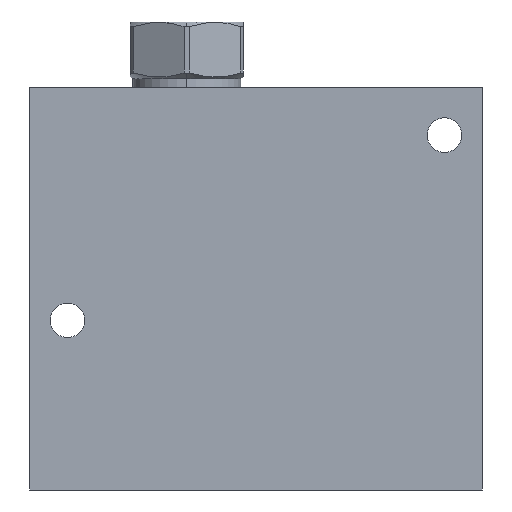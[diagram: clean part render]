
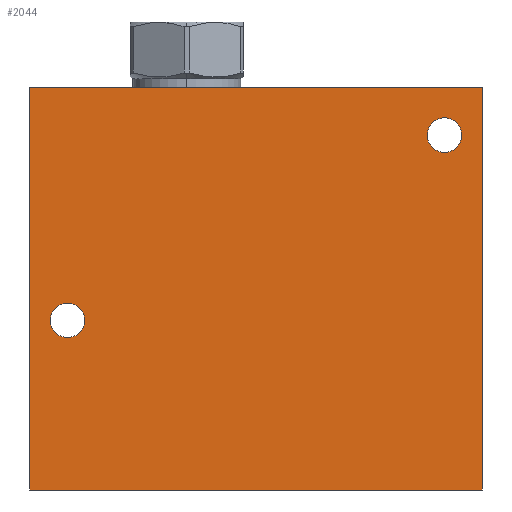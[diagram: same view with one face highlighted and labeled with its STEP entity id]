
A CAD part, front view. The second image highlights one B-rep face of the part: STEP entity #2044.
In plain terms, the highlighted planar face has unit normal (0, -1, 0).
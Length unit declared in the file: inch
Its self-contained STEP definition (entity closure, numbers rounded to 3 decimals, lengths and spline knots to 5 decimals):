
#5=DIRECTION('',(1.,0.,0.));
#6=VECTOR('',#5,4.5);
#7=CARTESIAN_POINT('',(0.,-2.,0.));
#8=LINE('',#7,#6);
#65=DIRECTION('',(0.,0.,1.));
#66=VECTOR('',#65,4.);
#67=CARTESIAN_POINT('',(4.5,-2.,0.));
#68=LINE('',#67,#66);
#99=DIRECTION('',(0.,0.,1.));
#100=VECTOR('',#99,4.);
#101=CARTESIAN_POINT('',(0.,-2.,0.));
#102=LINE('',#101,#100);
#103=CARTESIAN_POINT('',(0.375,-2.,1.688));
#104=DIRECTION('',(0.,-1.,0.));
#105=DIRECTION('',(-1.,0.,0.));
#106=AXIS2_PLACEMENT_3D('',#103,#104,#105);
#108=CARTESIAN_POINT('',(0.375,-2.,1.688));
#109=DIRECTION('',(0.,-1.,0.));
#110=DIRECTION('',(1.,0.,0.));
#111=AXIS2_PLACEMENT_3D('',#108,#109,#110);
#113=CARTESIAN_POINT('',(4.125,-2.,3.531));
#114=DIRECTION('',(0.,-1.,0.));
#115=DIRECTION('',(-1.,0.,0.));
#116=AXIS2_PLACEMENT_3D('',#113,#114,#115);
#118=CARTESIAN_POINT('',(4.125,-2.,3.531));
#119=DIRECTION('',(0.,-1.,0.));
#120=DIRECTION('',(1.,0.,0.));
#121=AXIS2_PLACEMENT_3D('',#118,#119,#120);
#135=DIRECTION('',(1.,0.,0.));
#136=VECTOR('',#135,4.5);
#137=CARTESIAN_POINT('',(0.,-2.,4.));
#138=LINE('',#137,#136);
#1630=CARTESIAN_POINT('',(0.,-2.,0.));
#1632=VERTEX_POINT('',#1630);
#1633=CARTESIAN_POINT('',(4.5,-2.,0.));
#1634=VERTEX_POINT('',#1633);
#1638=CARTESIAN_POINT('',(0.,-2.,4.));
#1640=VERTEX_POINT('',#1638);
#1641=CARTESIAN_POINT('',(4.5,-2.,4.));
#1642=VERTEX_POINT('',#1641);
#1705=CARTESIAN_POINT('',(0.203,-2.,1.688));
#1706=CARTESIAN_POINT('',(0.547,-2.,1.688));
#1707=VERTEX_POINT('',#1705);
#1708=VERTEX_POINT('',#1706);
#1713=CARTESIAN_POINT('',(3.953,-2.,3.531));
#1714=CARTESIAN_POINT('',(4.297,-2.,3.531));
#1715=VERTEX_POINT('',#1713);
#1716=VERTEX_POINT('',#1714);
#2020=CARTESIAN_POINT('',(0.,-2.,0.));
#2021=DIRECTION('',(0.,-1.,0.));
#2022=DIRECTION('',(1.,0.,0.));
#2023=AXIS2_PLACEMENT_3D('',#2020,#2021,#2022);
#2024=PLANE('',#2023);
#2025=ORIENTED_EDGE('',*,*,#1926,.F.);
#2026=ORIENTED_EDGE('',*,*,#1945,.T.);
#2028=ORIENTED_EDGE('',*,*,#2027,.T.);
#2029=ORIENTED_EDGE('',*,*,#1994,.F.);
#2030=EDGE_LOOP('',(#2025,#2026,#2028,#2029));
#2031=FACE_OUTER_BOUND('',#2030,.F.);
#2033=ORIENTED_EDGE('',*,*,#2032,.T.);
#2035=ORIENTED_EDGE('',*,*,#2034,.T.);
#2036=EDGE_LOOP('',(#2033,#2035));
#2037=FACE_BOUND('',#2036,.F.);
#2039=ORIENTED_EDGE('',*,*,#2038,.T.);
#2041=ORIENTED_EDGE('',*,*,#2040,.T.);
#2042=EDGE_LOOP('',(#2039,#2041));
#2043=FACE_BOUND('',#2042,.F.);
#2044=ADVANCED_FACE('',(#2031,#2037,#2043),#2024,.T.);
#107=CIRCLE('',#106,0.172);
#112=CIRCLE('',#111,0.172);
#117=CIRCLE('',#116,0.172);
#122=CIRCLE('',#121,0.172);
#1926=EDGE_CURVE('',#1632,#1634,#8,.T.);
#1945=EDGE_CURVE('',#1632,#1640,#102,.T.);
#1994=EDGE_CURVE('',#1634,#1642,#68,.T.);
#2027=EDGE_CURVE('',#1640,#1642,#138,.T.);
#2032=EDGE_CURVE('',#1707,#1708,#107,.T.);
#2034=EDGE_CURVE('',#1708,#1707,#112,.T.);
#2038=EDGE_CURVE('',#1715,#1716,#117,.T.);
#2040=EDGE_CURVE('',#1716,#1715,#122,.T.);
